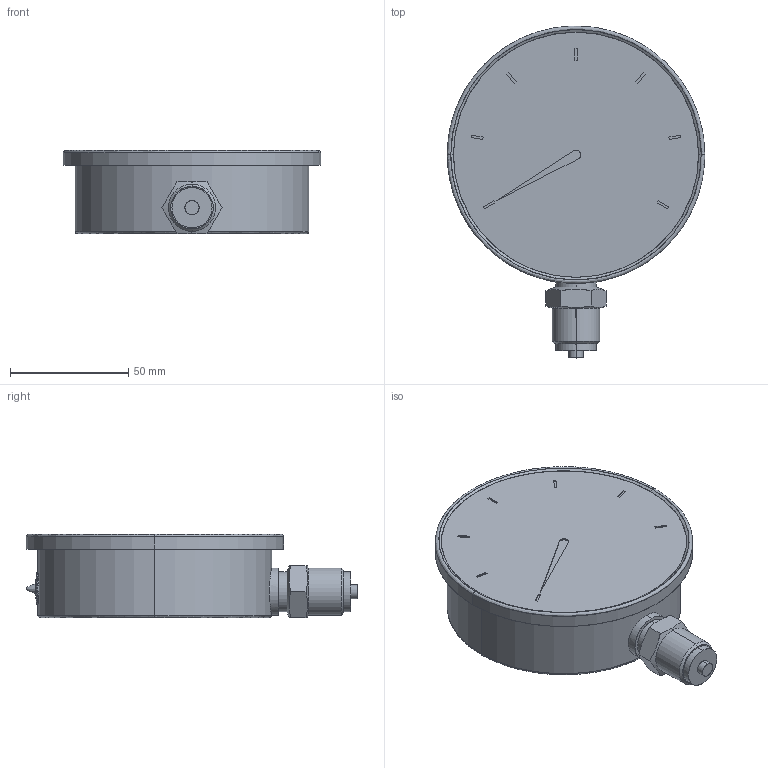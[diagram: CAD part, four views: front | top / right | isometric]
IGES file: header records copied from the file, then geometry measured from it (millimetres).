
Start section: SolidWorks IGES file using analytic representation for surfaces
Global section: file name: Manometr 100x1_2G.IGS; native system: SolidWorks 2012; preprocessor: SolidWorks 2012; author: jelinekm; date: 130219.104706; units: millimetre
Bounding box: 109 x 140.5 x 35.27 mm (x, y, z)
Surface area: 33169 mm2 (no closed solid volume)
Topology: 0 solids, 0 shells, 91 faces, 1140 edges, 1138 vertices
Faces by surface type: bspline 59, revolution 32
